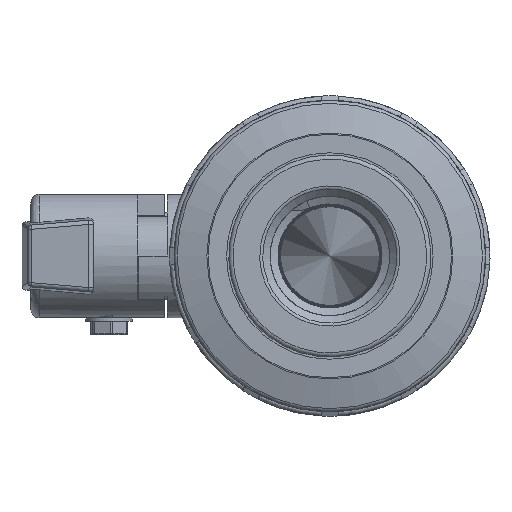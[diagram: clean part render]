
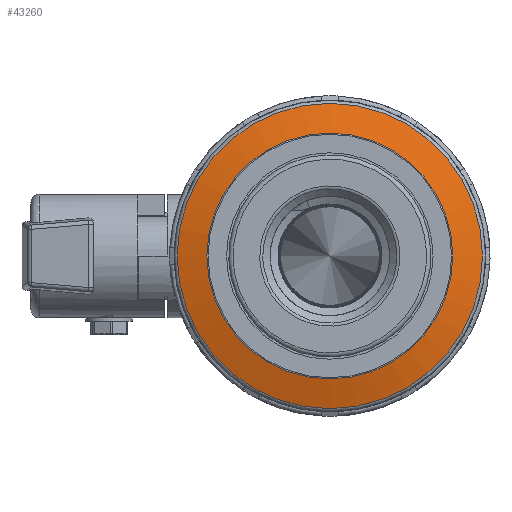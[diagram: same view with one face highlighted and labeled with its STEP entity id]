
A CAD part, left-side view. The second image highlights one B-rep face of the part: STEP entity #43260.
In plain terms, the highlighted conical face has half-angle 74 degrees and reference radius 24.805 mm.
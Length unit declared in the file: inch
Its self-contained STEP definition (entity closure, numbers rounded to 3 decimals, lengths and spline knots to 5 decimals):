
#5311=CIRCLE('',#46675,0.86343);
#5312=CIRCLE('',#46676,0.86343);
#5313=CIRCLE('',#46677,0.86343);
#5315=CIRCLE('',#46680,1.07202);
#5316=CIRCLE('',#46681,1.07202);
#5317=CIRCLE('',#46682,1.07202);
#7835=FACE_OUTER_BOUND('',#10384,.T.);
#10384=EDGE_LOOP('',(#38880,#38881,#38882,#38883,#38884,#38885,#38886,#38887));
#14783=LINE('',#115237,#17709);
#17709=VECTOR('',#54997,0.97656);
#21708=VERTEX_POINT('',#115227);
#21709=VERTEX_POINT('',#115229);
#21710=VERTEX_POINT('',#115231);
#21711=VERTEX_POINT('',#115236);
#21712=VERTEX_POINT('',#115238);
#21713=VERTEX_POINT('',#115240);
#27584=EDGE_CURVE('',#21708,#21709,#5311,.T.);
#27585=EDGE_CURVE('',#21709,#21710,#5312,.T.);
#27586=EDGE_CURVE('',#21710,#21708,#5313,.T.);
#27588=EDGE_CURVE('',#21710,#21711,#14783,.T.);
#27589=EDGE_CURVE('',#21712,#21711,#5315,.T.);
#27590=EDGE_CURVE('',#21713,#21712,#5316,.T.);
#27591=EDGE_CURVE('',#21711,#21713,#5317,.T.);
#38880=ORIENTED_EDGE('',*,*,#27585,.F.);
#38881=ORIENTED_EDGE('',*,*,#27584,.F.);
#38882=ORIENTED_EDGE('',*,*,#27586,.F.);
#38883=ORIENTED_EDGE('',*,*,#27588,.T.);
#38884=ORIENTED_EDGE('',*,*,#27589,.F.);
#38885=ORIENTED_EDGE('',*,*,#27590,.F.);
#38886=ORIENTED_EDGE('',*,*,#27591,.F.);
#38887=ORIENTED_EDGE('',*,*,#27588,.F.);
#41324=CONICAL_SURFACE('',#46679,0.97656,1.292);
#43260=ADVANCED_FACE('',(#7835),#41324,.T.);
#46675=AXIS2_PLACEMENT_3D('',#115230,#54987,#54988);
#46676=AXIS2_PLACEMENT_3D('',#115232,#54989,#54990);
#46677=AXIS2_PLACEMENT_3D('',#115233,#54991,#54992);
#46679=AXIS2_PLACEMENT_3D('',#115235,#54995,#54996);
#46680=AXIS2_PLACEMENT_3D('',#115239,#54998,#54999);
#46681=AXIS2_PLACEMENT_3D('',#115241,#55000,#55001);
#46682=AXIS2_PLACEMENT_3D('',#115242,#55002,#55003);
#54987=DIRECTION('center_axis',(0.,1.,0.));
#54988=DIRECTION('ref_axis',(0.866,0.,0.5));
#54989=DIRECTION('center_axis',(0.,1.,0.));
#54990=DIRECTION('ref_axis',(0.866,0.,0.5));
#54991=DIRECTION('center_axis',(0.,1.,0.));
#54992=DIRECTION('ref_axis',(0.866,0.,0.5));
#54995=DIRECTION('center_axis',(0.,-1.,0.));
#54996=DIRECTION('ref_axis',(-1.,0.,0.));
#54997=DIRECTION('',(0.961,-0.276,0.));
#54998=DIRECTION('center_axis',(0.,-1.,0.));
#54999=DIRECTION('ref_axis',(1.,0.,0.));
#55000=DIRECTION('center_axis',(0.,-1.,0.));
#55001=DIRECTION('ref_axis',(1.,0.,0.));
#55002=DIRECTION('center_axis',(0.,-1.,0.));
#55003=DIRECTION('ref_axis',(1.,0.,0.));
#115227=CARTESIAN_POINT('',(0.,0.86884,-0.86343));
#115229=CARTESIAN_POINT('',(-0.74775,0.86884,-0.43171));
#115230=CARTESIAN_POINT('Origin',(0.,0.86884,
0.));
#115231=CARTESIAN_POINT('',(0.86343,0.86884,0.));
#115232=CARTESIAN_POINT('Origin',(0.,0.86884,
0.));
#115233=CARTESIAN_POINT('Origin',(0.,0.86884,
0.));
#115235=CARTESIAN_POINT('Origin',(0.,0.8364,0.));
#115236=CARTESIAN_POINT('',(1.07202,0.80903,0.));
#115237=CARTESIAN_POINT('',(0.97656,0.8364,0.));
#115238=CARTESIAN_POINT('',(0.,0.80903,-1.07202));
#115239=CARTESIAN_POINT('Origin',(0.,0.80903,0.));
#115240=CARTESIAN_POINT('',(-1.07202,0.80903,0.));
#115241=CARTESIAN_POINT('Origin',(0.,0.80903,0.));
#115242=CARTESIAN_POINT('Origin',(0.,0.80903,0.));
